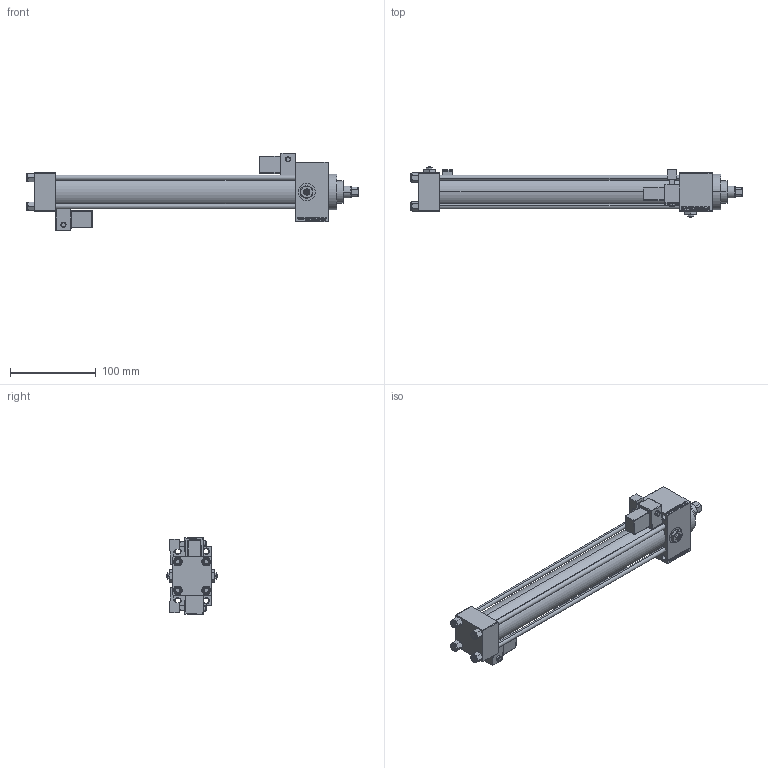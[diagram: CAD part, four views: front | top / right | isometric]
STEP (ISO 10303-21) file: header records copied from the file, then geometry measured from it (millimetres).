
FILE_DESCRIPTION (( 'STEP AP203' ), '1' );
FILE_NAME ('4b8d.STEP', '2023-08-22T17:01:59', ( '' ), ( '' ), 'SwSTEP 2.0', 'SolidWorks 2019', '' );
FILE_SCHEMA (( 'CONFIG_CONTROL_DESIGN' ));
Length unit declared in the file: millimetre
Products named in the file (8): V215CR_MSU 62c4febe179119c14c4b334ba025aeb3; 4b8d; V215CR_D_TYCINKA 62c4febe179119c14c4b334ba025aeb3; Zatka_pro_OIL_PORT 62c4febe179119c14c4b334ba025aeb3; V215_VC_A 62c4febe179119c14c4b334ba025aeb3; NUT_M5_D 62c4febe179119c14c4b334ba025aeb3; V215CR_D_Body 62c4febe179119c14c4b334ba025aeb3; V215CR_VCP_D 62c4febe179119c14c4b334ba025aeb3
Assembly tree (15 placements, depth 2):
  4b8d
    V215CR_D_Body 62c4febe179119c14c4b334ba025aeb3
    V215CR_VCP_D 62c4febe179119c14c4b334ba025aeb3
    NUT_M5_D 62c4febe179119c14c4b334ba025aeb3  x4
    V215CR_D_TYCINKA 62c4febe179119c14c4b334ba025aeb3  x4
    V215_VC_A 62c4febe179119c14c4b334ba025aeb3
    V215CR_MSU 62c4febe179119c14c4b334ba025aeb3  x2
    Zatka_pro_OIL_PORT 62c4febe179119c14c4b334ba025aeb3  x2
Bounding box: 388 x 59 x 90.31 mm (x, y, z)
Volume: 411531.7 mm3; surface area: 166101.2 mm2
Topology: 15 solids, 15 shells, 1345 faces, 3306 edges, 2091 vertices
Faces by surface type: plane 602, bspline 368, cone 182, cylinder 149, sphere 24, torus 20
Entity records: 50865 total; most frequent: CARTESIAN_POINT 25837, ORIENTED_EDGE 5518, DIRECTION 3755, EDGE_CURVE 2759, VERTEX_POINT 1789, LINE 1641, VECTOR 1641, EDGE_LOOP 1242
